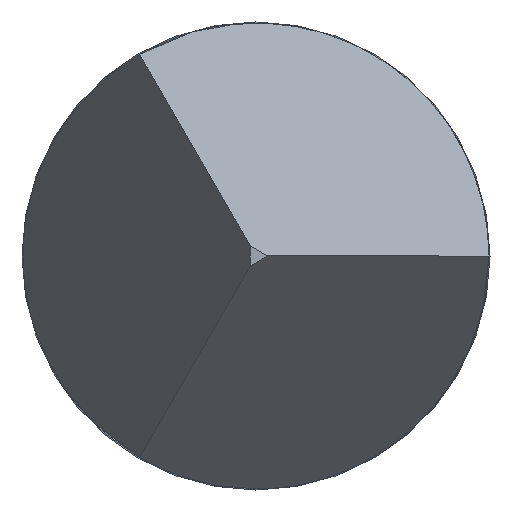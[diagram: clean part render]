
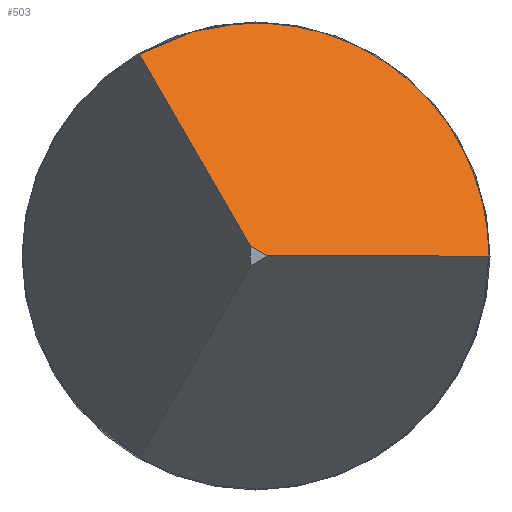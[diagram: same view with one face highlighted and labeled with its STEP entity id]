
A CAD part, left-side view. The second image highlights one B-rep face of the part: STEP entity #503.
In plain terms, the highlighted planar face has unit normal (-0.5, -0.433, 0.75).
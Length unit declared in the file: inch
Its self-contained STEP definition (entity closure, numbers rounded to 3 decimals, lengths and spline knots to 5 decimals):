
#32 = EDGE_CURVE ( 'NONE', #316, #340, #112, .T. ) ;
#35 = CARTESIAN_POINT ( 'NONE',  ( -0.40756, -0.02, 0.01732 ) ) ;
#51 = VERTEX_POINT ( 'NONE', #434 ) ;
#57 = VECTOR ( 'NONE', #188, 39.37008 ) ;
#60 = AXIS2_PLACEMENT_3D ( 'NONE', #77, #326, #137 ) ;
#62 = FACE_OUTER_BOUND ( 'NONE', #143, .T. ) ;
#77 = CARTESIAN_POINT ( 'NONE',  ( -0.45, -0.78257, -0.45124 ) ) ;
#91 = PLANE ( 'NONE',  #60 ) ;
#97 = ORIENTED_EDGE ( 'NONE', *, *, #32, .F. ) ;
#112 = LINE ( 'NONE', #572, #57 ) ;
#130 = CARTESIAN_POINT ( 'NONE',  ( -0.06322, -0.44761, 0. ) ) ;
#137 = DIRECTION ( 'NONE',  ( 0.832, 0., 0.555 ) ) ;
#143 = EDGE_LOOP ( 'NONE', ( #221, #357, #592, #97 ) ) ;
#144 = CARTESIAN_POINT ( 'NONE',  ( -0.40756, -0.005, 0.02598 ) ) ;
#172 = DIRECTION ( 'NONE',  ( 0.655, -0.756, 0. ) ) ;
#183 =( BOUNDED_CURVE ( )  B_SPLINE_CURVE ( 3, ( #282, #144, #35, #580 ),
 .UNSPECIFIED., .F., .T. ) 
 B_SPLINE_CURVE_WITH_KNOTS ( ( 4, 4 ),
 ( 5.23599, 7.33038 ),
 .UNSPECIFIED. ) 
 CURVE ( )  GEOMETRIC_REPRESENTATION_ITEM ( )  RATIONAL_B_SPLINE_CURVE ( ( 1., 0.667, 0.667, 1. ) ) 
 REPRESENTATION_ITEM ( '' )  );
#185 = VECTOR ( 'NONE', #496, 39.37008 ) ;
#188 = DIRECTION ( 'NONE',  ( 0.655, 0.378, 0.655 ) ) ;
#212 = CARTESIAN_POINT ( 'NONE',  ( -0.45, 0.0005, 0.00087 ) ) ;
#221 = ORIENTED_EDGE ( 'NONE', *, *, #275, .F. ) ;
#275 = EDGE_CURVE ( 'NONE', #51, #316, #547, .T. ) ;
#282 = CARTESIAN_POINT ( 'NONE',  ( -0.43355, 0.01, 0.01732 ) ) ;
#285 = CARTESIAN_POINT ( 'NONE',  ( -0.43355, -0.02, 0. ) ) ;
#316 = VERTEX_POINT ( 'NONE', #212 ) ;
#326 = DIRECTION ( 'NONE',  ( -0.5, -0.433, 0.75 ) ) ;
#331 = LINE ( 'NONE', #130, #544 ) ;
#340 = VERTEX_POINT ( 'NONE', #416 ) ;
#349 = EDGE_CURVE ( 'NONE', #51, #604, #331, .T. ) ;
#357 = ORIENTED_EDGE ( 'NONE', *, *, #349, .T. ) ;
#390 = EDGE_CURVE ( 'NONE', #340, #604, #183, .T. ) ;
#416 = CARTESIAN_POINT ( 'NONE',  ( -0.43355, 0.01, 0.01732 ) ) ;
#434 = CARTESIAN_POINT ( 'NONE',  ( -0.45, -0.001, 0. ) ) ;
#452 = CARTESIAN_POINT ( 'NONE',  ( -0.45, -0.78257, -0.45124 ) ) ;
#496 = DIRECTION ( 'NONE',  ( 0., 0.866, 0.5 ) ) ;
#503 = ADVANCED_FACE ( 'NONE', ( #62 ), #91, .T. ) ;
#544 = VECTOR ( 'NONE', #172, 39.37008 ) ;
#547 = LINE ( 'NONE', #452, #185 ) ;
#572 = CARTESIAN_POINT ( 'NONE',  ( -0.06322, 0.22381, 0.38765 ) ) ;
#580 = CARTESIAN_POINT ( 'NONE',  ( -0.43355, -0.02, 0. ) ) ;
#592 = ORIENTED_EDGE ( 'NONE', *, *, #390, .F. ) ;
#604 = VERTEX_POINT ( 'NONE', #285 ) ;
